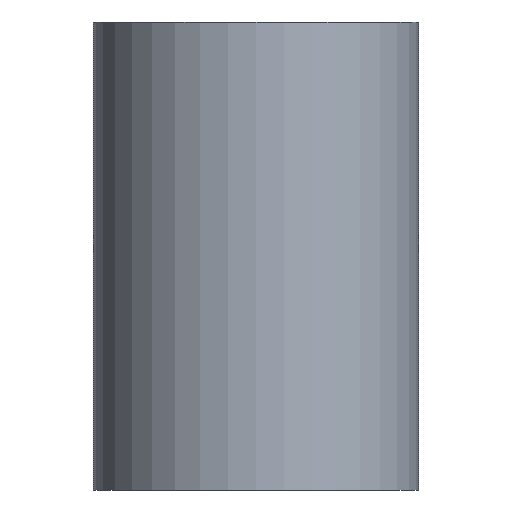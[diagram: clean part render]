
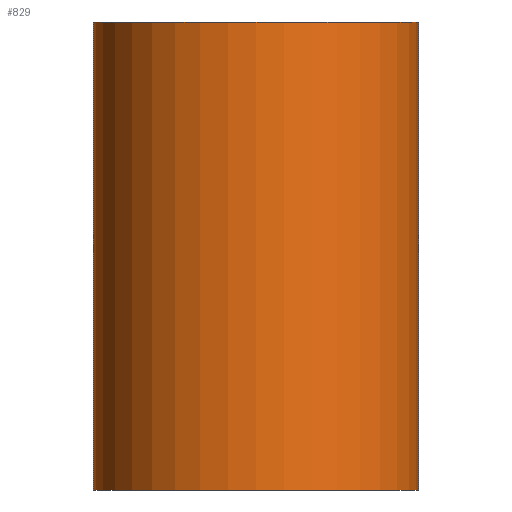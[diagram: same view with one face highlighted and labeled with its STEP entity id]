
A CAD part, front view. The second image highlights one B-rep face of the part: STEP entity #829.
In plain terms, the highlighted cylindrical face has radius 25 mm (diameter 50 mm), a partial arc.
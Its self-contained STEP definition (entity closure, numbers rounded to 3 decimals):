
#18 = VERTEX_POINT ( 'NONE', #941 ) ;
#104 = ORIENTED_EDGE ( 'NONE', *, *, #608, .F. ) ;
#110 = ORIENTED_EDGE ( 'NONE', *, *, #776, .T. ) ;
#127 = CARTESIAN_POINT ( 'NONE',  ( -25., 0., 72. ) ) ;
#162 = CARTESIAN_POINT ( 'NONE',  ( 25., 0., 142.711 ) ) ;
#184 = ORIENTED_EDGE ( 'NONE', *, *, #589, .F. ) ;
#242 = AXIS2_PLACEMENT_3D ( 'NONE', #1047, #807, #651 ) ;
#279 = CARTESIAN_POINT ( 'NONE',  ( 25., 0., 0. ) ) ;
#327 = VERTEX_POINT ( 'NONE', #279 ) ;
#345 = EDGE_LOOP ( 'NONE', ( #184, #104, #110, #903 ) ) ;
#370 = DIRECTION ( 'NONE',  ( 0., 0., -1. ) ) ;
#414 = LINE ( 'NONE', #162, #565 ) ;
#419 = VERTEX_POINT ( 'NONE', #127 ) ;
#480 = CIRCLE ( 'NONE', #242, 25. ) ;
#491 = DIRECTION ( 'NONE',  ( 0., 0., -1. ) ) ;
#551 = DIRECTION ( 'NONE',  ( -1., 0., 0. ) ) ;
#565 = VECTOR ( 'NONE', #491, 1000. ) ;
#589 = EDGE_CURVE ( 'NONE', #18, #327, #414, .T. ) ;
#608 = EDGE_CURVE ( 'NONE', #419, #18, #480, .T. ) ;
#634 = AXIS2_PLACEMENT_3D ( 'NONE', #708, #370, #551 ) ;
#651 = DIRECTION ( 'NONE',  ( 1., 0., 0. ) ) ;
#686 = CARTESIAN_POINT ( 'NONE',  ( -25., 0., 142.711 ) ) ;
#708 = CARTESIAN_POINT ( 'NONE',  ( 0., 0., 142.711 ) ) ;
#713 = AXIS2_PLACEMENT_3D ( 'NONE', #975, #980, #802 ) ;
#748 = CIRCLE ( 'NONE', #713, 25. ) ;
#762 = VERTEX_POINT ( 'NONE', #850 ) ;
#776 = EDGE_CURVE ( 'NONE', #419, #762, #940, .T. ) ;
#802 = DIRECTION ( 'NONE',  ( 1., 0., 0. ) ) ;
#807 = DIRECTION ( 'NONE',  ( 0., 0., 1. ) ) ;
#829 = ADVANCED_FACE ( 'NONE', ( #956 ), #863, .T. ) ;
#850 = CARTESIAN_POINT ( 'NONE',  ( -25., 0., 0. ) ) ;
#854 = DIRECTION ( 'NONE',  ( 0., 0., -1. ) ) ;
#863 = CYLINDRICAL_SURFACE ( 'NONE', #634, 25. ) ;
#876 = VECTOR ( 'NONE', #854, 1000. ) ;
#903 = ORIENTED_EDGE ( 'NONE', *, *, #929, .T. ) ;
#929 = EDGE_CURVE ( 'NONE', #762, #327, #748, .T. ) ;
#940 = LINE ( 'NONE', #686, #876 ) ;
#941 = CARTESIAN_POINT ( 'NONE',  ( 25., 0., 72. ) ) ;
#956 = FACE_OUTER_BOUND ( 'NONE', #345, .T. ) ;
#975 = CARTESIAN_POINT ( 'NONE',  ( 0., 0., 0. ) ) ;
#980 = DIRECTION ( 'NONE',  ( 0., 0., 1. ) ) ;
#1047 = CARTESIAN_POINT ( 'NONE',  ( 0., 0., 72. ) ) ;
